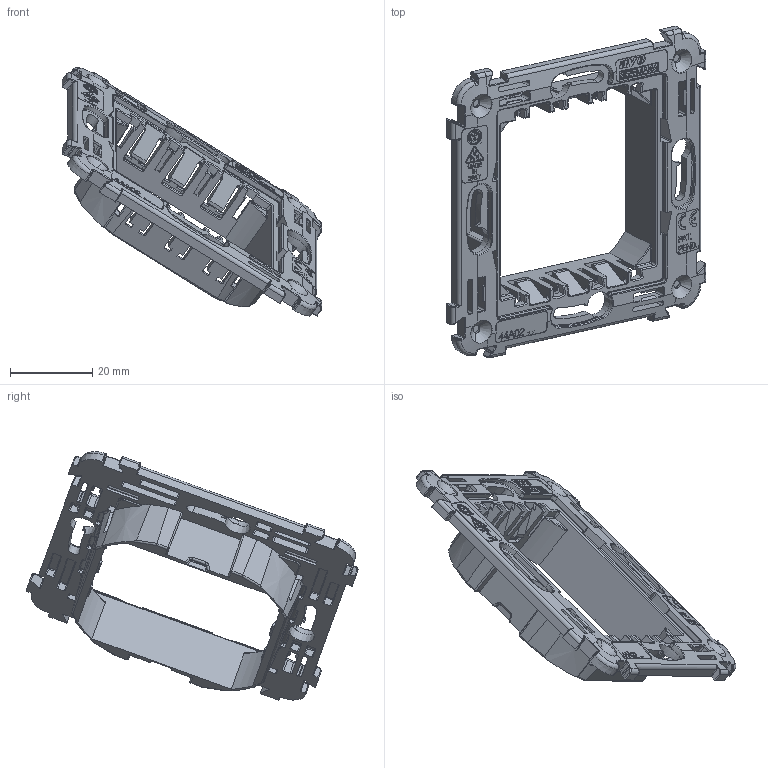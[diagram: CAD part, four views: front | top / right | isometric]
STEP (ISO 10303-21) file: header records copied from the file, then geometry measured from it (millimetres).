
FILE_DESCRIPTION(('CATIA V5 STEP Exchange'),'2;1');
FILE_NAME('44A02SG.stp','2023-09-25T07:32:32+00:00',('none'),('none'),'CATIA Version 5-6 Release 2016 SP6','CATIA V5 STEP AP203','none');
FILE_SCHEMA(('CONFIG_CONTROL_DESIGN'));
Products named in the file (1): 44A02SG
Assembly tree (2 placements, depth 2):
  44A02SG
    #57
    #101
Bounding box: 63.05 x 80.64 x 60.35 mm (x, y, z)
Volume: 9502.5 mm3; surface area: 13913.2 mm2
Topology: 1 solids, 1 shells, 2752 faces, 7507 edges, 4740 vertices
Faces by surface type: plane 1661, cylinder 638, bspline 237, cone 104, sphere 48, torus 40, extrusion 24
Entity records: 97187 total; most frequent: CARTESIAN_POINT 35091, ORIENTED_EDGE 14874, DIRECTION 9387, EDGE_CURVE 7437, VERTEX_POINT 4736, VECTOR 4693, LINE 4669, EDGE_LOOP 2859
